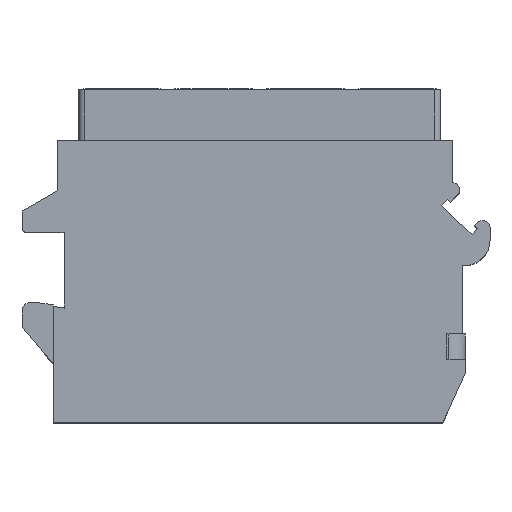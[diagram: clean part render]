
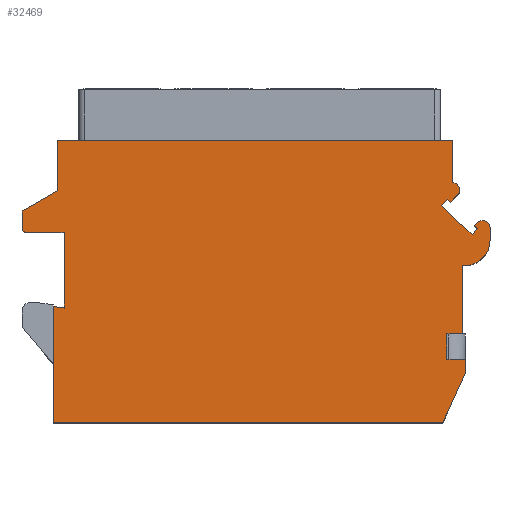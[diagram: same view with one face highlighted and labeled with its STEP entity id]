
A CAD part, top view. The second image highlights one B-rep face of the part: STEP entity #32469.
In plain terms, the highlighted planar face has unit normal (0, 0, 1).
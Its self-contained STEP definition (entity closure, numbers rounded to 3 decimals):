
#382=DIRECTION('',(-1.,0.,0.));
#383=VECTOR('',#382,1.1);
#384=CARTESIAN_POINT('',(14.372,6.3,7.));
#385=LINE('',#384,#383);
#386=DIRECTION('',(0.,-1.,0.));
#387=VECTOR('',#386,1.8);
#388=CARTESIAN_POINT('',(13.272,6.3,7.));
#389=LINE('',#388,#387);
#390=DIRECTION('',(1.,0.,0.));
#391=VECTOR('',#390,1.3);
#392=CARTESIAN_POINT('',(13.272,4.5,7.));
#393=LINE('',#392,#391);
#394=DIRECTION('',(0.,1.,0.));
#395=VECTOR('',#394,1.);
#396=CARTESIAN_POINT('',(14.572,3.5,7.));
#397=LINE('',#396,#395);
#398=DIRECTION('',(0.416,0.909,0.));
#399=VECTOR('',#398,3.848);
#400=CARTESIAN_POINT('',(12.972,0.,7.));
#401=LINE('',#400,#399);
#402=DIRECTION('',(1.,0.,0.));
#403=VECTOR('',#402,27.6);
#404=CARTESIAN_POINT('',(-14.628,0.,7.));
#405=LINE('',#404,#403);
#406=DIRECTION('',(0.,-1.,0.));
#407=VECTOR('',#406,8.232);
#408=CARTESIAN_POINT('',(-14.628,8.232,7.));
#409=LINE('',#408,#407);
#410=DIRECTION('',(-0.991,0.133,0.));
#411=VECTOR('',#410,0.807);
#412=CARTESIAN_POINT('',(-13.828,8.125,7.));
#413=LINE('',#412,#411);
#414=DIRECTION('',(0.,-1.,0.));
#415=VECTOR('',#414,5.375);
#416=CARTESIAN_POINT('',(-13.828,13.5,7.));
#417=LINE('',#416,#415);
#418=DIRECTION('',(1.,0.,0.));
#419=VECTOR('',#418,0.4);
#420=CARTESIAN_POINT('',(-14.228,13.5,7.));
#421=LINE('',#420,#419);
#422=DIRECTION('',(1.,0.,0.));
#423=VECTOR('',#422,2.3);
#424=CARTESIAN_POINT('',(-16.528,13.5,7.));
#425=LINE('',#424,#423);
#426=CARTESIAN_POINT('',(-16.528,13.8,7.));
#427=DIRECTION('',(0.,0.,1.));
#428=DIRECTION('',(-1.,0.,0.));
#429=AXIS2_PLACEMENT_3D('',#426,#427,#428);
#431=DIRECTION('',(0.,-1.,0.));
#432=VECTOR('',#431,1.2);
#433=CARTESIAN_POINT('',(-16.828,15.,7.));
#434=LINE('',#433,#432);
#435=DIRECTION('',(-0.866,-0.5,0.));
#436=VECTOR('',#435,2.887);
#437=CARTESIAN_POINT('',(-14.328,16.443,7.));
#438=LINE('',#437,#436);
#439=DIRECTION('',(0.,-1.,0.));
#440=VECTOR('',#439,3.557);
#441=CARTESIAN_POINT('',(-14.328,20.,7.));
#442=LINE('',#441,#440);
#443=DIRECTION('',(-1.,0.,0.));
#444=VECTOR('',#443,28.);
#445=CARTESIAN_POINT('',(13.672,20.,7.));
#446=LINE('',#445,#444);
#447=DIRECTION('',(0.,1.,0.));
#448=VECTOR('',#447,3.);
#449=CARTESIAN_POINT('',(13.672,17.,7.));
#450=LINE('',#449,#448);
#451=DIRECTION('',(-1.,0.,0.));
#452=VECTOR('',#451,0.01);
#453=CARTESIAN_POINT('',(13.682,17.,7.));
#454=LINE('',#453,#452);
#455=CARTESIAN_POINT('',(13.682,16.5,7.));
#456=DIRECTION('',(0.,0.,1.));
#457=DIRECTION('',(0.718,-0.696,0.));
#458=AXIS2_PLACEMENT_3D('',#455,#456,#457);
#460=DIRECTION('',(0.696,0.718,0.));
#461=VECTOR('',#460,0.738);
#462=CARTESIAN_POINT('',(13.528,15.622,7.));
#463=LINE('',#462,#461);
#464=DIRECTION('',(0.718,-0.696,0.));
#465=VECTOR('',#464,0.3);
#466=CARTESIAN_POINT('',(13.313,15.831,7.));
#467=LINE('',#466,#465);
#468=DIRECTION('',(0.696,0.718,0.));
#469=VECTOR('',#468,0.6);
#470=CARTESIAN_POINT('',(12.895,15.4,7.));
#471=LINE('',#470,#469);
#472=DIRECTION('',(-0.718,0.696,0.));
#473=VECTOR('',#472,3.);
#474=CARTESIAN_POINT('',(15.05,13.313,7.));
#475=LINE('',#474,#473);
#476=DIRECTION('',(-0.696,-0.718,0.));
#477=VECTOR('',#476,0.6);
#478=CARTESIAN_POINT('',(15.468,13.744,7.));
#479=LINE('',#478,#477);
#480=DIRECTION('',(0.718,-0.696,0.));
#481=VECTOR('',#480,0.3);
#482=CARTESIAN_POINT('',(15.252,13.953,7.));
#483=LINE('',#482,#481);
#484=DIRECTION('',(-0.696,-0.718,0.));
#485=VECTOR('',#484,0.303);
#486=CARTESIAN_POINT('',(15.463,14.17,7.));
#487=LINE('',#486,#485);
#488=CARTESIAN_POINT('',(15.822,13.822,7.));
#489=DIRECTION('',(0.,0.,1.));
#490=DIRECTION('',(1.,0.,0.));
#491=AXIS2_PLACEMENT_3D('',#488,#489,#490);
#493=DIRECTION('',(0.,1.,0.));
#494=VECTOR('',#493,0.893);
#495=CARTESIAN_POINT('',(16.322,12.93,7.));
#496=LINE('',#495,#494);
#497=CARTESIAN_POINT('',(14.522,12.93,7.));
#498=DIRECTION('',(0.,0.,1.));
#499=DIRECTION('',(-0.083,-0.997,0.));
#500=AXIS2_PLACEMENT_3D('',#497,#498,#499);
#502=DIRECTION('',(0.,1.,0.));
#503=VECTOR('',#502,4.836);
#504=CARTESIAN_POINT('',(14.372,6.3,7.));
#505=LINE('',#504,#503);
#26914=CARTESIAN_POINT('',(-14.328,20.,7.));
#26915=CARTESIAN_POINT('',(-14.328,16.443,7.));
#26916=VERTEX_POINT('',#26914);
#26917=VERTEX_POINT('',#26915);
#26918=CARTESIAN_POINT('',(-16.828,15.,7.));
#26919=VERTEX_POINT('',#26918);
#26920=CARTESIAN_POINT('',(-16.828,13.8,7.));
#26921=VERTEX_POINT('',#26920);
#26922=CARTESIAN_POINT('',(-16.528,13.5,7.));
#26923=VERTEX_POINT('',#26922);
#26924=CARTESIAN_POINT('',(-14.228,13.5,7.));
#26925=VERTEX_POINT('',#26924);
#26926=CARTESIAN_POINT('',(-13.828,8.125,7.));
#26927=CARTESIAN_POINT('',(-14.628,8.232,7.));
#26928=VERTEX_POINT('',#26926);
#26929=VERTEX_POINT('',#26927);
#26930=CARTESIAN_POINT('',(-14.628,0.,7.));
#26931=VERTEX_POINT('',#26930);
#26932=CARTESIAN_POINT('',(12.972,0.,7.));
#26933=VERTEX_POINT('',#26932);
#26934=CARTESIAN_POINT('',(14.572,3.5,7.));
#26935=VERTEX_POINT('',#26934);
#26936=CARTESIAN_POINT('',(14.372,11.136,7.));
#26937=CARTESIAN_POINT('',(16.322,12.93,7.));
#26938=VERTEX_POINT('',#26936);
#26939=VERTEX_POINT('',#26937);
#26940=CARTESIAN_POINT('',(16.322,13.822,7.));
#26941=VERTEX_POINT('',#26940);
#26942=CARTESIAN_POINT('',(15.463,14.17,7.));
#26943=VERTEX_POINT('',#26942);
#26944=CARTESIAN_POINT('',(15.252,13.953,7.));
#26945=VERTEX_POINT('',#26944);
#26946=CARTESIAN_POINT('',(15.468,13.744,7.));
#26947=VERTEX_POINT('',#26946);
#26948=CARTESIAN_POINT('',(15.05,13.313,7.));
#26949=VERTEX_POINT('',#26948);
#26950=CARTESIAN_POINT('',(12.895,15.4,7.));
#26951=VERTEX_POINT('',#26950);
#26952=CARTESIAN_POINT('',(13.313,15.831,7.));
#26953=VERTEX_POINT('',#26952);
#26954=CARTESIAN_POINT('',(13.528,15.622,7.));
#26955=VERTEX_POINT('',#26954);
#26956=CARTESIAN_POINT('',(14.042,16.152,7.));
#26957=VERTEX_POINT('',#26956);
#26958=CARTESIAN_POINT('',(13.682,17.,7.));
#26959=VERTEX_POINT('',#26958);
#26960=CARTESIAN_POINT('',(13.672,17.,7.));
#26961=VERTEX_POINT('',#26960);
#26962=CARTESIAN_POINT('',(13.672,20.,7.));
#26963=VERTEX_POINT('',#26962);
#27000=CARTESIAN_POINT('',(14.372,6.3,7.));
#27001=CARTESIAN_POINT('',(13.272,6.3,7.));
#27002=VERTEX_POINT('',#27000);
#27003=VERTEX_POINT('',#27001);
#27004=CARTESIAN_POINT('',(13.272,4.5,7.));
#27005=VERTEX_POINT('',#27004);
#27006=CARTESIAN_POINT('',(14.572,4.5,7.));
#27007=VERTEX_POINT('',#27006);
#27090=CARTESIAN_POINT('',(-13.828,13.5,7.));
#27091=VERTEX_POINT('',#27090);
#32430=CARTESIAN_POINT('',(0.,0.,7.));
#32431=DIRECTION('',(0.,0.,1.));
#32432=DIRECTION('',(1.,0.,0.));
#32433=AXIS2_PLACEMENT_3D('',#32430,#32431,#32432);
#32434=PLANE('',#32433);
#32436=ORIENTED_EDGE('',*,*,#32435,.T.);
#32438=ORIENTED_EDGE('',*,*,#32437,.T.);
#32439=ORIENTED_EDGE('',*,*,#32421,.T.);
#32440=ORIENTED_EDGE('',*,*,#31947,.F.);
#32441=ORIENTED_EDGE('',*,*,#31962,.F.);
#32442=ORIENTED_EDGE('',*,*,#31976,.F.);
#32443=ORIENTED_EDGE('',*,*,#31995,.F.);
#32444=ORIENTED_EDGE('',*,*,#32049,.F.);
#32445=ORIENTED_EDGE('',*,*,#32064,.F.);
#32446=ORIENTED_EDGE('',*,*,#32078,.F.);
#32447=ORIENTED_EDGE('',*,*,#32092,.F.);
#32448=ORIENTED_EDGE('',*,*,#32106,.F.);
#32449=ORIENTED_EDGE('',*,*,#32120,.F.);
#32450=ORIENTED_EDGE('',*,*,#32134,.F.);
#32451=ORIENTED_EDGE('',*,*,#32148,.F.);
#32452=ORIENTED_EDGE('',*,*,#32162,.F.);
#32453=ORIENTED_EDGE('',*,*,#32194,.F.);
#32454=ORIENTED_EDGE('',*,*,#32208,.F.);
#32455=ORIENTED_EDGE('',*,*,#32222,.F.);
#32456=ORIENTED_EDGE('',*,*,#32236,.F.);
#32457=ORIENTED_EDGE('',*,*,#32250,.F.);
#32458=ORIENTED_EDGE('',*,*,#32264,.F.);
#32459=ORIENTED_EDGE('',*,*,#32278,.F.);
#32460=ORIENTED_EDGE('',*,*,#32292,.F.);
#32461=ORIENTED_EDGE('',*,*,#32306,.F.);
#32462=ORIENTED_EDGE('',*,*,#32320,.F.);
#32463=ORIENTED_EDGE('',*,*,#32334,.F.);
#32464=ORIENTED_EDGE('',*,*,#32348,.F.);
#32465=ORIENTED_EDGE('',*,*,#32362,.F.);
#32466=ORIENTED_EDGE('',*,*,#32377,.F.);
#32467=EDGE_LOOP('',(#32436,#32438,#32439,#32440,#32441,#32442,#32443,#32444,
#32445,#32446,#32447,#32448,#32449,#32450,#32451,#32452,#32453,#32454,#32455,
#32456,#32457,#32458,#32459,#32460,#32461,#32462,#32463,#32464,#32465,#32466));
#32468=FACE_OUTER_BOUND('',#32467,.F.);
#32469=ADVANCED_FACE('',(#32468),#32434,.T.);
#430=CIRCLE('',#429,0.3);
#459=CIRCLE('',#458,0.5);
#492=CIRCLE('',#491,0.5);
#501=CIRCLE('',#500,1.8);
#31947=EDGE_CURVE('',#26935,#27007,#397,.T.);
#31962=EDGE_CURVE('',#26933,#26935,#401,.T.);
#31976=EDGE_CURVE('',#26931,#26933,#405,.T.);
#31995=EDGE_CURVE('',#26929,#26931,#409,.T.);
#32049=EDGE_CURVE('',#26928,#26929,#413,.T.);
#32064=EDGE_CURVE('',#27091,#26928,#417,.T.);
#32078=EDGE_CURVE('',#26925,#27091,#421,.T.);
#32092=EDGE_CURVE('',#26923,#26925,#425,.T.);
#32106=EDGE_CURVE('',#26921,#26923,#430,.T.);
#32120=EDGE_CURVE('',#26919,#26921,#434,.T.);
#32134=EDGE_CURVE('',#26917,#26919,#438,.T.);
#32148=EDGE_CURVE('',#26916,#26917,#442,.T.);
#32162=EDGE_CURVE('',#26963,#26916,#446,.T.);
#32194=EDGE_CURVE('',#26961,#26963,#450,.T.);
#32208=EDGE_CURVE('',#26959,#26961,#454,.T.);
#32222=EDGE_CURVE('',#26957,#26959,#459,.T.);
#32236=EDGE_CURVE('',#26955,#26957,#463,.T.);
#32250=EDGE_CURVE('',#26953,#26955,#467,.T.);
#32264=EDGE_CURVE('',#26951,#26953,#471,.T.);
#32278=EDGE_CURVE('',#26949,#26951,#475,.T.);
#32292=EDGE_CURVE('',#26947,#26949,#479,.T.);
#32306=EDGE_CURVE('',#26945,#26947,#483,.T.);
#32320=EDGE_CURVE('',#26943,#26945,#487,.T.);
#32334=EDGE_CURVE('',#26941,#26943,#492,.T.);
#32348=EDGE_CURVE('',#26939,#26941,#496,.T.);
#32362=EDGE_CURVE('',#26938,#26939,#501,.T.);
#32377=EDGE_CURVE('',#27002,#26938,#505,.T.);
#32421=EDGE_CURVE('',#27005,#27007,#393,.T.);
#32435=EDGE_CURVE('',#27002,#27003,#385,.T.);
#32437=EDGE_CURVE('',#27003,#27005,#389,.T.);
